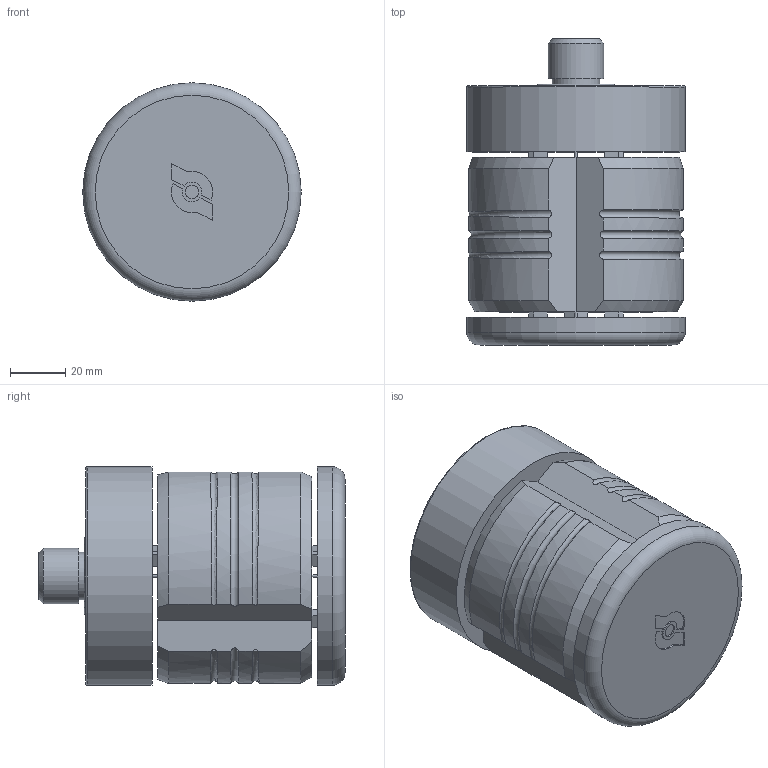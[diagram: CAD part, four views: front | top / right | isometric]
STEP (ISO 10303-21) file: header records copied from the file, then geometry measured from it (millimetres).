
FILE_DESCRIPTION( ( 'STEP AP214' ), '1' );
FILE_NAME( 'SCHUNK-0398980 LOG 80.0-M20X1.5-G1_8.stp', '2020-09-03T14:36:05', ( 'License CC BY-ND 4.0' ), ( 'CADENAS' ), ' ', 'PARTsolutions', ' ' );
FILE_SCHEMA( ( 'AUTOMOTIVE_DESIGN { 1 0 10303 214 1 1 1 1 }' ) );
Length unit declared in the file: millimetre
Products named in the file (3): SCHUNK-0398980 LOG 80.0-M20X1.5-G1/8; _SCHUNK-5523163 Gehaeuse LOG 80; _SCHUNK-5523071 Gewindeeinsatz G1/8
Assembly tree (2 placements, depth 2):
  SCHUNK-0398980 LOG 80.0-M20X1.5-G1/8
    _SCHUNK-5523163 Gehaeuse LOG 80
    _SCHUNK-5523071 Gewindeeinsatz G1/8
Bounding box: 79.2 x 111 x 79.2 mm (x, y, z)
Volume: 422879.4 mm3; surface area: 53465.3 mm2
Topology: 2 solids, 2 shells, 114 faces, 282 edges, 186 vertices
Faces by surface type: plane 62, cylinder 29, torus 12, cone 11
Full cylindrical faces by diameter (mm): 1 x2, 4.752 x1, 8.566 x1, 11 x1, 13.45 x1, 14 x1, 16 x2, 17.2 x1, 20 x1, 79.2 x2
Entity records: 4899 total; most frequent: CARTESIAN_POINT 1310, ORIENTED_EDGE 520, DIRECTION 513, EDGE_CURVE 260, VERTEX_POINT 185, AXIS2_PLACEMENT_3D 178, EDGE_LOOP 161, LINE 157
